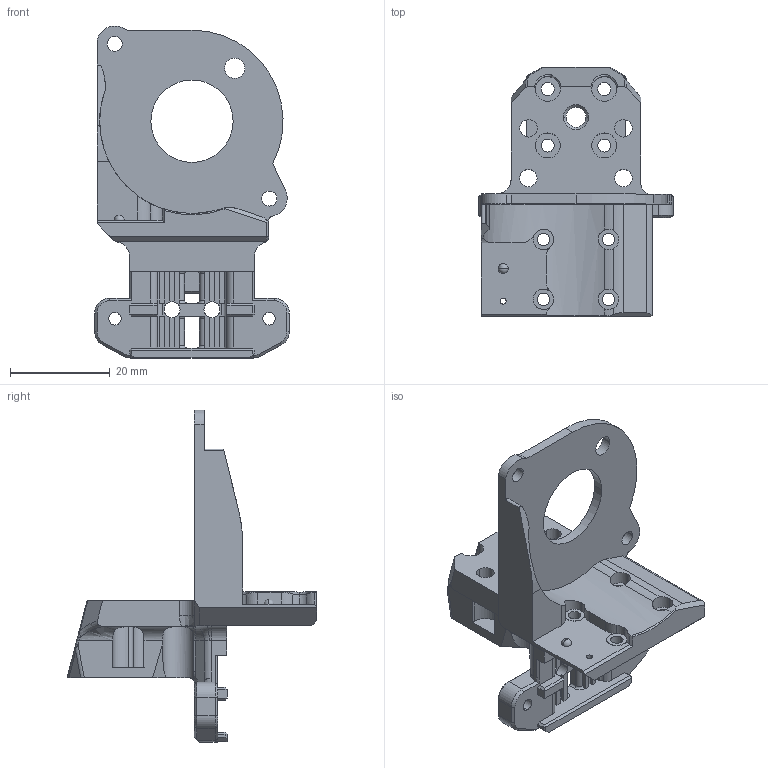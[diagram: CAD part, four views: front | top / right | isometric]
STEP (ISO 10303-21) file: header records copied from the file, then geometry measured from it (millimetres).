
FILE_DESCRIPTION (( 'STEP AP203' ), '1' );
FILE_NAME ('x-carriage.STEP', '2023-04-26T10:45:46', ( '' ), ( '' ), 'SwSTEP 2.0', 'SolidWorks 2018', '' );
FILE_SCHEMA (( 'CONFIG_CONTROL_DESIGN' ));
Length unit declared in the file: millimetre
Products named in the file (1): x-carriage
Bounding box: 39 x 50.05 x 66.53 mm (x, y, z)
Volume: 15603.3 mm3; surface area: 10465.7 mm2
Topology: 1 solids, 2 shells, 379 faces, 1074 edges, 692 vertices
Faces by surface type: plane 174, cylinder 145, bspline 28, cone 20, torus 10, sphere 2
Entity records: 13746 total; most frequent: CARTESIAN_POINT 3952, ORIENTED_EDGE 2140, DIRECTION 1936, EDGE_CURVE 1070, VERTEX_POINT 690, AXIS2_PLACEMENT_3D 671, VECTOR 594, LINE 594
